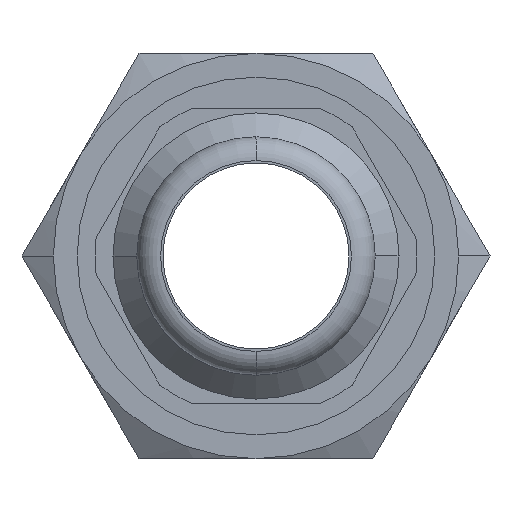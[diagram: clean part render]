
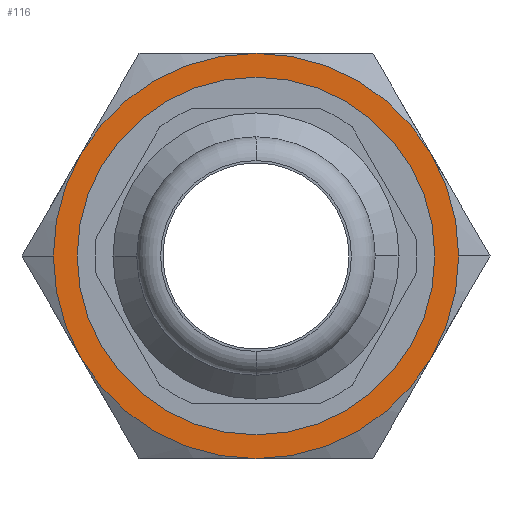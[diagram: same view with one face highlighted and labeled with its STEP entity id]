
A CAD part, front view. The second image highlights one B-rep face of the part: STEP entity #116.
In plain terms, the highlighted planar face has unit normal (0, -1, 0).
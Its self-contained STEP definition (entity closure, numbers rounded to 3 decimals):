
#116=ADVANCED_FACE('',(#288,#289),#290,.T.);
#288=FACE_OUTER_BOUND('',#519,.T.);
#289=FACE_BOUND('',#520,.T.);
#290=PLANE('',#521);
#519=EDGE_LOOP('',(#792,#793,#794,#795,#796,#797,#798,#799));
#520=EDGE_LOOP('',(#800,#801));
#521=AXIS2_PLACEMENT_3D('',#802,#803,#804);
#792=ORIENTED_EDGE('',*,*,#1373,.F.);
#793=ORIENTED_EDGE('',*,*,#1374,.F.);
#794=ORIENTED_EDGE('',*,*,#1375,.F.);
#795=ORIENTED_EDGE('',*,*,#1376,.F.);
#796=ORIENTED_EDGE('',*,*,#1377,.F.);
#797=ORIENTED_EDGE('',*,*,#1378,.F.);
#798=ORIENTED_EDGE('',*,*,#1379,.F.);
#799=ORIENTED_EDGE('',*,*,#1380,.F.);
#800=ORIENTED_EDGE('',*,*,#1381,.F.);
#801=ORIENTED_EDGE('',*,*,#1382,.F.);
#802=CARTESIAN_POINT('',(4.25,23.5,0.0));
#803=DIRECTION('',(-0.0,-1.0,-0.0));
#804=DIRECTION('',(-1.0,0.0,0.0));
#1373=EDGE_CURVE('',#1641,#1642,#1643,.T.);
#1374=EDGE_CURVE('',#1644,#1641,#1645,.T.);
#1375=EDGE_CURVE('',#1631,#1644,#1646,.T.);
#1376=EDGE_CURVE('',#1647,#1631,#1648,.T.);
#1377=EDGE_CURVE('',#1649,#1647,#1650,.T.);
#1378=EDGE_CURVE('',#1651,#1649,#1652,.T.);
#1379=EDGE_CURVE('',#1653,#1651,#1654,.T.);
#1380=EDGE_CURVE('',#1642,#1653,#1655,.T.);
#1381=EDGE_CURVE('',#1656,#1657,#1658,.T.);
#1382=EDGE_CURVE('',#1657,#1656,#1659,.T.);
#1631=VERTEX_POINT('',#2023);
#1641=VERTEX_POINT('',#2068);
#1642=VERTEX_POINT('',#2069);
#1643=CIRCLE('',#2070,8.5);
#1644=VERTEX_POINT('',#2071);
#1645=CIRCLE('',#2072,8.5);
#1646=CIRCLE('',#2073,8.5);
#1647=VERTEX_POINT('',#2074);
#1648=CIRCLE('',#2075,8.5);
#1649=VERTEX_POINT('',#2076);
#1650=CIRCLE('',#2077,8.5);
#1651=VERTEX_POINT('',#2078);
#1652=CIRCLE('',#2079,8.5);
#1653=VERTEX_POINT('',#2080);
#1654=CIRCLE('',#2081,8.5);
#1655=CIRCLE('',#2082,8.5);
#1656=VERTEX_POINT('',#2083);
#1657=VERTEX_POINT('',#2084);
#1658=CIRCLE('',#2085,7.5);
#1659=CIRCLE('',#2086,7.5);
#2023=CARTESIAN_POINT('',(-7.361,23.5,4.25));
#2068=CARTESIAN_POINT('',(7.361,23.5,4.25));
#2069=CARTESIAN_POINT('',(8.5,23.5,0.));
#2070=AXIS2_PLACEMENT_3D('',#2610,#2611,#2612);
#2071=CARTESIAN_POINT('',(0.,23.5,8.5));
#2072=AXIS2_PLACEMENT_3D('',#2613,#2614,#2615);
#2073=AXIS2_PLACEMENT_3D('',#2616,#2617,#2618);
#2074=CARTESIAN_POINT('',(-8.5,23.5,0.));
#2075=AXIS2_PLACEMENT_3D('',#2619,#2620,#2621);
#2076=CARTESIAN_POINT('',(-7.361,23.5,-4.25));
#2077=AXIS2_PLACEMENT_3D('',#2622,#2623,#2624);
#2078=CARTESIAN_POINT('',(0.0,23.5,-8.5));
#2079=AXIS2_PLACEMENT_3D('',#2625,#2626,#2627);
#2080=CARTESIAN_POINT('',(7.361,23.5,-4.25));
#2081=AXIS2_PLACEMENT_3D('',#2628,#2629,#2630);
#2082=AXIS2_PLACEMENT_3D('',#2631,#2632,#2633);
#2083=CARTESIAN_POINT('',(-7.5,23.5,0.));
#2084=CARTESIAN_POINT('',(7.5,23.5,0.));
#2085=AXIS2_PLACEMENT_3D('',#2634,#2635,#2636);
#2086=AXIS2_PLACEMENT_3D('',#2637,#2638,#2639);
#2610=CARTESIAN_POINT('',(0.0,23.5,0.0));
#2611=DIRECTION('',(-0.0,1.0,0.0));
#2612=DIRECTION('',(1.0,0.0,0.0));
#2613=CARTESIAN_POINT('',(0.0,23.5,0.0));
#2614=DIRECTION('',(-0.0,1.0,0.0));
#2615=DIRECTION('',(1.0,0.0,0.0));
#2616=CARTESIAN_POINT('',(0.0,23.5,0.0));
#2617=DIRECTION('',(-0.0,1.0,0.0));
#2618=DIRECTION('',(1.0,0.0,0.0));
#2619=CARTESIAN_POINT('',(0.0,23.5,0.0));
#2620=DIRECTION('',(-0.0,1.0,0.0));
#2621=DIRECTION('',(1.0,0.0,0.0));
#2622=CARTESIAN_POINT('',(0.0,23.5,0.0));
#2623=DIRECTION('',(-0.0,1.0,0.0));
#2624=DIRECTION('',(1.0,0.0,0.0));
#2625=CARTESIAN_POINT('',(0.0,23.5,0.0));
#2626=DIRECTION('',(-0.0,1.0,0.0));
#2627=DIRECTION('',(1.0,0.0,0.0));
#2628=CARTESIAN_POINT('',(0.0,23.5,0.0));
#2629=DIRECTION('',(-0.0,1.0,0.0));
#2630=DIRECTION('',(1.0,0.0,0.0));
#2631=CARTESIAN_POINT('',(0.0,23.5,0.0));
#2632=DIRECTION('',(-0.0,1.0,0.0));
#2633=DIRECTION('',(1.0,0.0,0.0));
#2634=CARTESIAN_POINT('',(0.0,23.5,0.0));
#2635=DIRECTION('',(0.0,-1.0,0.0));
#2636=DIRECTION('',(1.0,0.0,0.0));
#2637=CARTESIAN_POINT('',(0.0,23.5,0.0));
#2638=DIRECTION('',(0.0,-1.0,0.0));
#2639=DIRECTION('',(1.0,0.0,0.0));
